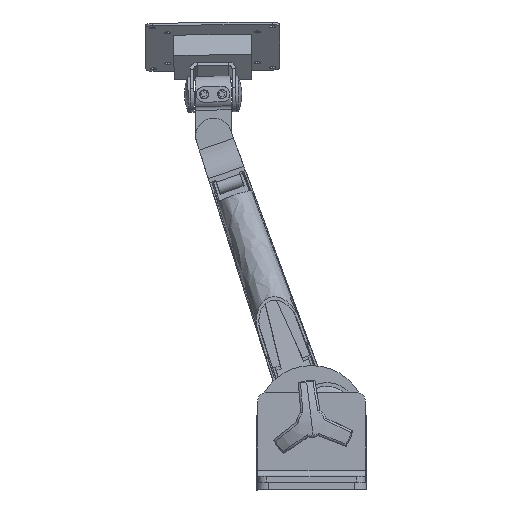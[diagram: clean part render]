
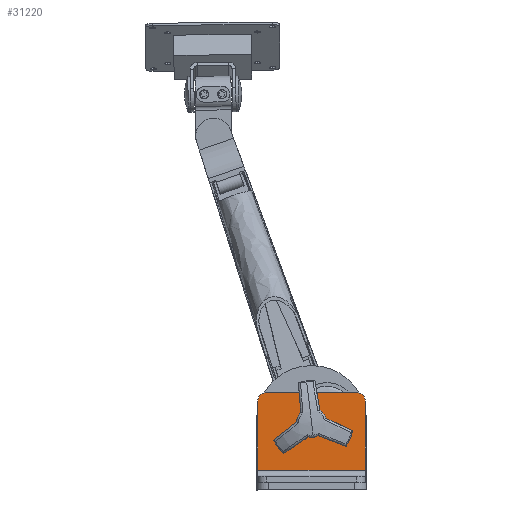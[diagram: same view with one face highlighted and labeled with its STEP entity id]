
A CAD part, front view. The second image highlights one B-rep face of the part: STEP entity #31220.
In plain terms, the highlighted planar face has unit normal (0, -1, 0).
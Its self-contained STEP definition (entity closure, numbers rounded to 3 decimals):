
#181 = CARTESIAN_POINT ( 'NONE',  ( 45., -5., 25. ) ) ;
#184 = PLANE ( 'NONE',  #27046 ) ;
#186 = DIRECTION ( 'NONE',  ( 0., 1., 0. ) ) ;
#187 = DIRECTION ( 'NONE',  ( 0., 0., 1. ) ) ;
#761 = VERTEX_POINT ( 'NONE', #1467 ) ;
#809 = VERTEX_POINT ( 'NONE', #1514 ) ;
#1467 = CARTESIAN_POINT ( 'NONE',  ( 0., -5., 6. ) ) ;
#1514 = CARTESIAN_POINT ( 'NONE',  ( 0., -5., -6. ) ) ;
#3735 = ORIENTED_EDGE ( 'NONE', *, *, #18968, .F. ) ;
#3736 = ORIENTED_EDGE ( 'NONE', *, *, #18938, .T. ) ;
#3737 = ORIENTED_EDGE ( 'NONE', *, *, #15531, .T. ) ;
#3741 = ORIENTED_EDGE ( 'NONE', *, *, #11012, .F. ) ;
#3742 = ORIENTED_EDGE ( 'NONE', *, *, #15532, .T. ) ;
#3747 = ORIENTED_EDGE ( 'NONE', *, *, #15505, .T. ) ;
#3758 = ORIENTED_EDGE ( 'NONE', *, *, #18967, .T. ) ;
#3767 = ORIENTED_EDGE ( 'NONE', *, *, #15533, .T. ) ;
#4294 = VERTEX_POINT ( 'NONE', #5644 ) ;
#5644 = CARTESIAN_POINT ( 'NONE',  ( 45., -5., -40. ) ) ;
#7255 = LINE ( 'NONE', #8913, #7258 ) ;
#7258 = VECTOR ( 'NONE', #8921, 1000. ) ;
#8913 = CARTESIAN_POINT ( 'NONE',  ( -45., -5., -40. ) ) ;
#8921 = DIRECTION ( 'NONE',  ( -1., 0., 0. ) ) ;
#11012 = EDGE_CURVE ( 'NONE', #4294, #17091, #7255, .T. ) ;
#12125 = EDGE_LOOP ( 'NONE', ( #3741, #3735, #3758, #3737, #3742, #3767 ) ) ;
#12319 = EDGE_LOOP ( 'NONE', ( #3747, #3736 ) ) ;
#15291 = CIRCLE ( 'NONE', #17799, 6. ) ;
#15314 = CIRCLE ( 'NONE', #17811, 7.5 ) ;
#15316 = LINE ( 'NONE', #21389, #15318 ) ;
#15318 = VECTOR ( 'NONE', #21397, 1000. ) ;
#15319 = LINE ( 'NONE', #21413, #15321 ) ;
#15321 = VECTOR ( 'NONE', #21409, 1000. ) ;
#15505 = EDGE_CURVE ( 'NONE', #809, #761, #15291, .T. ) ;
#15531 = EDGE_CURVE ( 'NONE', #17095, #17096, #15316, .T. ) ;
#15532 = EDGE_CURVE ( 'NONE', #17096, #17097, #15314, .T. ) ;
#15533 = EDGE_CURVE ( 'NONE', #17097, #17091, #15319, .T. ) ;
#17091 = VERTEX_POINT ( 'NONE', #24171 ) ;
#17092 = VERTEX_POINT ( 'NONE', #24172 ) ;
#17095 = VERTEX_POINT ( 'NONE', #24175 ) ;
#17096 = VERTEX_POINT ( 'NONE', #24176 ) ;
#17097 = VERTEX_POINT ( 'NONE', #24177 ) ;
#17799 = AXIS2_PLACEMENT_3D ( 'NONE', #21269, #21270, #21271 ) ;
#17811 = AXIS2_PLACEMENT_3D ( 'NONE', #21416, #21417, #21418 ) ;
#18938 = EDGE_CURVE ( 'NONE', #761, #809, #28802, .T. ) ;
#18967 = EDGE_CURVE ( 'NONE', #17092, #17095, #28836, .T. ) ;
#18968 = EDGE_CURVE ( 'NONE', #17092, #4294, #28845, .T. ) ;
#21269 = CARTESIAN_POINT ( 'NONE',  ( 0., -5., 0. ) ) ;
#21270 = DIRECTION ( 'NONE',  ( 0., 1., 0. ) ) ;
#21271 = DIRECTION ( 'NONE',  ( 0., 0., 1. ) ) ;
#21389 = CARTESIAN_POINT ( 'NONE',  ( 45., -5., 25. ) ) ;
#21397 = DIRECTION ( 'NONE',  ( -1., 0., 0. ) ) ;
#21409 = DIRECTION ( 'NONE',  ( 0., 0., -1. ) ) ;
#21413 = CARTESIAN_POINT ( 'NONE',  ( -45., -5., 25. ) ) ;
#21416 = CARTESIAN_POINT ( 'NONE',  ( -37.5, -5., 17.5 ) ) ;
#21417 = DIRECTION ( 'NONE',  ( 0., -1., 0. ) ) ;
#21418 = DIRECTION ( 'NONE',  ( 0., 0., 1. ) ) ;
#24171 = CARTESIAN_POINT ( 'NONE',  ( -45., -5., -40. ) ) ;
#24172 = CARTESIAN_POINT ( 'NONE',  ( 45., -5., 17.5 ) ) ;
#24175 = CARTESIAN_POINT ( 'NONE',  ( 37.5, -5., 25. ) ) ;
#24176 = CARTESIAN_POINT ( 'NONE',  ( -37.5, -5., 25. ) ) ;
#24177 = CARTESIAN_POINT ( 'NONE',  ( -45., -5., 17.5 ) ) ;
#26238 = CARTESIAN_POINT ( 'NONE',  ( 0., -5., 0. ) ) ;
#26239 = DIRECTION ( 'NONE',  ( 0., 1., 0. ) ) ;
#26240 = DIRECTION ( 'NONE',  ( 0., 0., 1. ) ) ;
#26319 = DIRECTION ( 'NONE',  ( 0., 0., -1. ) ) ;
#26324 = CARTESIAN_POINT ( 'NONE',  ( 45., -5., 25. ) ) ;
#26328 = CARTESIAN_POINT ( 'NONE',  ( 37.5, -5., 17.5 ) ) ;
#26329 = DIRECTION ( 'NONE',  ( 0., -1., 0. ) ) ;
#26330 = DIRECTION ( 'NONE',  ( 0., 0., 1. ) ) ;
#26547 = AXIS2_PLACEMENT_3D ( 'NONE', #26238, #26239, #26240 ) ;
#26557 = AXIS2_PLACEMENT_3D ( 'NONE', #26328, #26329, #26330 ) ;
#27046 = AXIS2_PLACEMENT_3D ( 'NONE', #181, #186, #187 ) ;
#28802 = CIRCLE ( 'NONE', #26547, 6. ) ;
#28836 = CIRCLE ( 'NONE', #26557, 7.5 ) ;
#28845 = LINE ( 'NONE', #26324, #28847 ) ;
#28847 = VECTOR ( 'NONE', #26319, 1000. ) ;
#29745 = FACE_BOUND ( 'NONE', #12319, .T. ) ;
#29747 = FACE_OUTER_BOUND ( 'NONE', #12125, .T. ) ;
#31220 = ADVANCED_FACE ( 'NONE', ( #29745, #29747 ), #184, .F. ) ;
